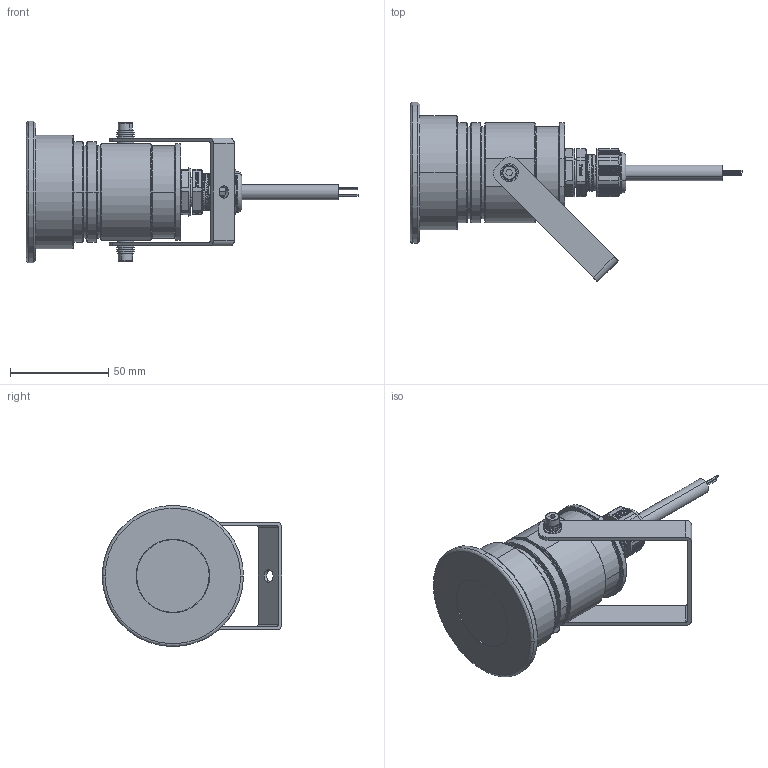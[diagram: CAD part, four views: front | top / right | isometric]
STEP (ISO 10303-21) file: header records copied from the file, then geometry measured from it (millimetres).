
FILE_DESCRIPTION (( 'STEP AP203' ), '1' );
FILE_NAME ('FL-GROUND-STANDARD2.STEP', '2023-03-16T13:34:00', ( '' ), ( '' ), 'SwSTEP 2.0', 'SolidWorks 2017', '' );
FILE_SCHEMA (( 'CONFIG_CONTROL_DESIGN' ));
Length unit declared in the file: millimetre
Products named in the file (18): DK140202DD02_2; gla-35_asm_2; DK140202DD42; CableGlandM16x1,5_Beisit_nut; DK140202DD86; screwM4x10-ISO4762_1; screwM2.5x4_2; DK140202DD84; DK140202DD04_2; CableGlandM16x1,5_Beisit; WasherDIN125_M4; Washer_DIN_125A_M4_1; FL-GROUND-STANDARD2; DK140202DD07_1; DK140202DD06_2; M1610B_2; WasherDIN7980_M4_1; PRZEWOD 2_2
Assembly tree (26 placements, depth 3):
  FL-GROUND-STANDARD2
    DK140202DD86
    DK140202DD02_2
    DK140202DD84
    DK140202DD06_2
    DK140202DD07_1
    screwM2.5x4_2  x2
    DK140202DD04_2
    CableGlandM16x1,5_Beisit
      CableGlandM16x1,5_Beisit_nut
    DK140202DD42
    screwM4x10-ISO4762_1  x2
    WasherDIN125_M4  x2
    WasherDIN7980_M4_1  x2
    Washer_DIN_125A_M4_1  x6
    M1610B_2
    gla-35_asm_2
    PRZEWOD 2_2
Bounding box: 169.29 x 91.51 x 72 mm (x, y, z)
Volume: 147550.2 mm3; surface area: 65911.9 mm2
Topology: 23 solids, 54 shells, 1587 faces, 4074 edges, 2651 vertices
Faces by surface type: plane 812, bspline 455, cylinder 212, cone 100, torus 8
Entity records: 60553 total; most frequent: CARTESIAN_POINT 25202, ORIENTED_EDGE 7676, DIRECTION 5339, EDGE_CURVE 3872, VERTEX_POINT 2528, LINE 2033, VECTOR 2033, AXIS2_PLACEMENT_3D 1653
